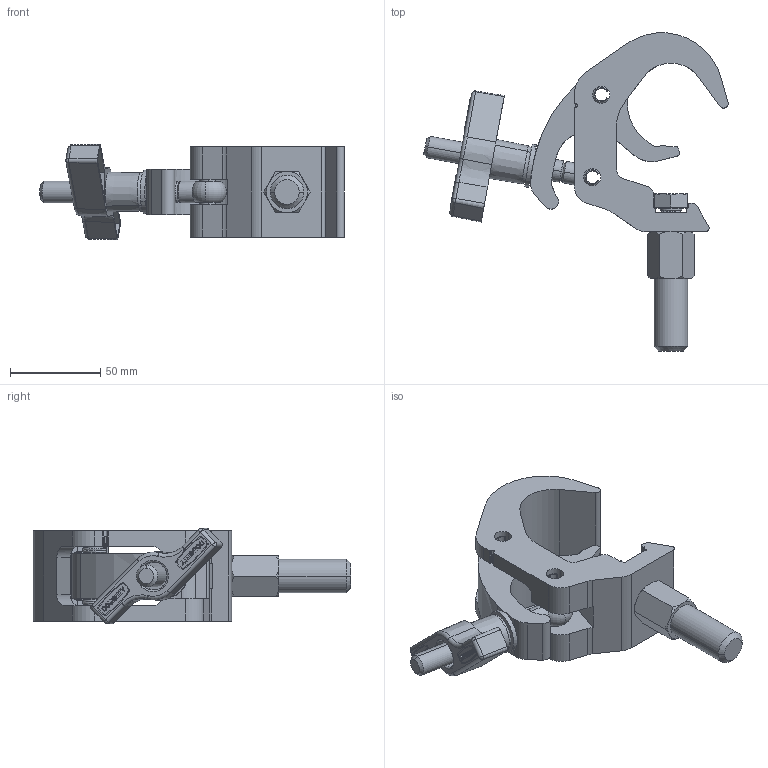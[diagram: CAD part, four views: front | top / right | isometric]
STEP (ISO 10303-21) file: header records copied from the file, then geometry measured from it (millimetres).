
FILE_DESCRIPTION (( 'STEP AP203' ), '1' );
FILE_NAME ('T58220.STEP', '2024-08-06T11:38:44', ( '' ), ( '' ), 'SwSTEP 2.0', 'SolidWorks 2022', '' );
FILE_SCHEMA (( 'CONFIG_CONTROL_DESIGN' ));
Length unit declared in the file: millimetre
Products named in the file (13): TH1977_TH1977; F790; TH2019_50 MM WIDE; T58220; T73500; T78052; TH1978_TH1978; TH2020_25MM WIDE; A Washer_Bright washer BS 4320 - M12 (Form A); S1190_For T58200; TH733; S0123; Hex Bolt_ISO 4016 - M12 x 50 x 50-WS
Assembly tree (13 placements, depth 3):
  T58220
    TH1977_TH1977
      TH2019_50 MM WIDE
    TH1978_TH1978
      TH2020_25MM WIDE
    F790  x2
    S1190_For T58200
    T78052
      TH733
      A Washer_Bright washer BS 4320 - M12 (Form A)
      S0123
    Hex Bolt_ISO 4016 - M12 x 50 x 50-WS
    T73500
Bounding box: 168.37 x 175.88 x 52.78 mm (x, y, z)
Volume: 234998.2 mm3; surface area: 76066.4 mm2
Topology: 10 solids, 10 shells, 727 faces, 1933 edges, 1238 vertices
Faces by surface type: plane 232, cylinder 217, cone 174, bspline 90, torus 14
Entity records: 30776 total; most frequent: CARTESIAN_POINT 11817, ORIENTED_EDGE 3778, DIRECTION 3603, EDGE_CURVE 1889, AXIS2_PLACEMENT_3D 1322, VERTEX_POINT 1214, VECTOR 959, LINE 959
